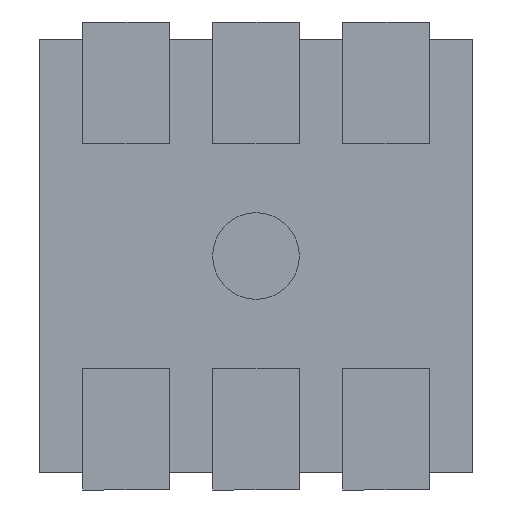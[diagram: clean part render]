
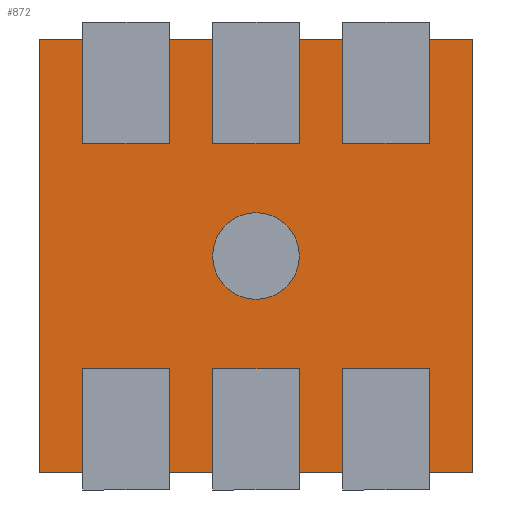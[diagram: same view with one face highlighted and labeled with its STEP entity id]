
A CAD part, front view. The second image highlights one B-rep face of the part: STEP entity #872.
In plain terms, the highlighted planar face has unit normal (0, -1, 0).
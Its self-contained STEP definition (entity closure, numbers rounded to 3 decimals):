
#62=FACE_BOUND('',#151,.T.);
#66=CIRCLE('',#925,0.5);
#100=FACE_OUTER_BOUND('',#150,.T.);
#150=EDGE_LOOP('',(#687,#688,#689,#690,#691,#692,#693,#694,#695,#696,#697,
#698,#699,#700,#701,#702,#703,#704,#705,#706,#707,#708,#709,#710,#711,#712,
#713,#714));
#151=EDGE_LOOP('',(#715));
#185=LINE('',#1263,#292);
#190=LINE('',#1277,#297);
#192=LINE('',#1283,#299);
#195=LINE('',#1288,#302);
#201=LINE('',#1300,#308);
#203=LINE('',#1306,#310);
#206=LINE('',#1311,#313);
#212=LINE('',#1323,#319);
#214=LINE('',#1329,#321);
#217=LINE('',#1334,#324);
#223=LINE('',#1346,#330);
#225=LINE('',#1352,#332);
#228=LINE('',#1357,#335);
#234=LINE('',#1369,#341);
#236=LINE('',#1375,#343);
#239=LINE('',#1380,#346);
#242=LINE('',#1385,#349);
#243=LINE('',#1386,#350);
#244=LINE('',#1388,#351);
#245=LINE('',#1390,#352);
#246=LINE('',#1392,#353);
#247=LINE('',#1394,#354);
#248=LINE('',#1396,#355);
#249=LINE('',#1398,#356);
#250=LINE('',#1399,#357);
#251=LINE('',#1400,#358);
#252=LINE('',#1401,#359);
#253=LINE('',#1402,#360);
#292=VECTOR('',#1023,10.);
#297=VECTOR('',#1036,10.);
#299=VECTOR('',#1040,10.);
#302=VECTOR('',#1045,10.);
#308=VECTOR('',#1055,10.);
#310=VECTOR('',#1059,10.);
#313=VECTOR('',#1064,10.);
#319=VECTOR('',#1074,10.);
#321=VECTOR('',#1078,10.);
#324=VECTOR('',#1083,10.);
#330=VECTOR('',#1093,10.);
#332=VECTOR('',#1097,10.);
#335=VECTOR('',#1102,10.);
#341=VECTOR('',#1112,10.);
#343=VECTOR('',#1116,10.);
#346=VECTOR('',#1121,10.);
#349=VECTOR('',#1128,10.);
#350=VECTOR('',#1129,10.);
#351=VECTOR('',#1130,10.);
#352=VECTOR('',#1131,10.);
#353=VECTOR('',#1132,10.);
#354=VECTOR('',#1133,10.);
#355=VECTOR('',#1134,10.);
#356=VECTOR('',#1135,10.);
#357=VECTOR('',#1136,10.);
#358=VECTOR('',#1137,10.);
#359=VECTOR('',#1138,10.);
#360=VECTOR('',#1139,10.);
#394=VERTEX_POINT('',#1250);
#397=VERTEX_POINT('',#1260);
#398=VERTEX_POINT('',#1262);
#401=VERTEX_POINT('',#1271);
#403=VERTEX_POINT('',#1275);
#404=VERTEX_POINT('',#1279);
#406=VERTEX_POINT('',#1282);
#409=VERTEX_POINT('',#1294);
#411=VERTEX_POINT('',#1298);
#412=VERTEX_POINT('',#1302);
#414=VERTEX_POINT('',#1305);
#417=VERTEX_POINT('',#1317);
#419=VERTEX_POINT('',#1321);
#420=VERTEX_POINT('',#1325);
#422=VERTEX_POINT('',#1328);
#425=VERTEX_POINT('',#1340);
#427=VERTEX_POINT('',#1344);
#428=VERTEX_POINT('',#1348);
#430=VERTEX_POINT('',#1351);
#433=VERTEX_POINT('',#1363);
#435=VERTEX_POINT('',#1367);
#436=VERTEX_POINT('',#1371);
#438=VERTEX_POINT('',#1374);
#440=VERTEX_POINT('',#1387);
#441=VERTEX_POINT('',#1389);
#442=VERTEX_POINT('',#1391);
#443=VERTEX_POINT('',#1393);
#444=VERTEX_POINT('',#1395);
#445=VERTEX_POINT('',#1397);
#474=EDGE_CURVE('',#394,#394,#66,.T.);
#479=EDGE_CURVE('',#398,#397,#185,.T.);
#485=EDGE_CURVE('',#401,#403,#190,.T.);
#487=EDGE_CURVE('',#406,#404,#192,.T.);
#490=EDGE_CURVE('',#403,#406,#195,.T.);
#496=EDGE_CURVE('',#409,#411,#201,.T.);
#498=EDGE_CURVE('',#414,#412,#203,.T.);
#501=EDGE_CURVE('',#411,#414,#206,.T.);
#507=EDGE_CURVE('',#417,#419,#212,.T.);
#509=EDGE_CURVE('',#422,#420,#214,.T.);
#512=EDGE_CURVE('',#419,#422,#217,.T.);
#518=EDGE_CURVE('',#425,#427,#223,.T.);
#520=EDGE_CURVE('',#430,#428,#225,.T.);
#523=EDGE_CURVE('',#427,#430,#228,.T.);
#529=EDGE_CURVE('',#433,#435,#234,.T.);
#531=EDGE_CURVE('',#438,#436,#236,.T.);
#534=EDGE_CURVE('',#435,#438,#239,.T.);
#537=EDGE_CURVE('',#404,#409,#242,.T.);
#538=EDGE_CURVE('',#412,#417,#243,.T.);
#539=EDGE_CURVE('',#420,#440,#244,.T.);
#540=EDGE_CURVE('',#440,#441,#245,.T.);
#541=EDGE_CURVE('',#441,#442,#246,.T.);
#542=EDGE_CURVE('',#442,#443,#247,.T.);
#543=EDGE_CURVE('',#443,#444,#248,.T.);
#544=EDGE_CURVE('',#444,#445,#249,.T.);
#545=EDGE_CURVE('',#445,#433,#250,.T.);
#546=EDGE_CURVE('',#436,#425,#251,.T.);
#547=EDGE_CURVE('',#428,#398,#252,.T.);
#548=EDGE_CURVE('',#397,#401,#253,.T.);
#687=ORIENTED_EDGE('',*,*,#485,.T.);
#688=ORIENTED_EDGE('',*,*,#490,.T.);
#689=ORIENTED_EDGE('',*,*,#487,.T.);
#690=ORIENTED_EDGE('',*,*,#537,.T.);
#691=ORIENTED_EDGE('',*,*,#496,.T.);
#692=ORIENTED_EDGE('',*,*,#501,.T.);
#693=ORIENTED_EDGE('',*,*,#498,.T.);
#694=ORIENTED_EDGE('',*,*,#538,.T.);
#695=ORIENTED_EDGE('',*,*,#507,.T.);
#696=ORIENTED_EDGE('',*,*,#512,.T.);
#697=ORIENTED_EDGE('',*,*,#509,.T.);
#698=ORIENTED_EDGE('',*,*,#539,.T.);
#699=ORIENTED_EDGE('',*,*,#540,.T.);
#700=ORIENTED_EDGE('',*,*,#541,.T.);
#701=ORIENTED_EDGE('',*,*,#542,.T.);
#702=ORIENTED_EDGE('',*,*,#543,.T.);
#703=ORIENTED_EDGE('',*,*,#544,.T.);
#704=ORIENTED_EDGE('',*,*,#545,.T.);
#705=ORIENTED_EDGE('',*,*,#529,.T.);
#706=ORIENTED_EDGE('',*,*,#534,.T.);
#707=ORIENTED_EDGE('',*,*,#531,.T.);
#708=ORIENTED_EDGE('',*,*,#546,.T.);
#709=ORIENTED_EDGE('',*,*,#518,.T.);
#710=ORIENTED_EDGE('',*,*,#523,.T.);
#711=ORIENTED_EDGE('',*,*,#520,.T.);
#712=ORIENTED_EDGE('',*,*,#547,.T.);
#713=ORIENTED_EDGE('',*,*,#479,.T.);
#714=ORIENTED_EDGE('',*,*,#548,.T.);
#715=ORIENTED_EDGE('',*,*,#474,.T.);
#827=PLANE('',#952);
#872=ADVANCED_FACE('',(#100,#62),#827,.T.);
#925=AXIS2_PLACEMENT_3D('',#1251,#1011,#1012);
#952=AXIS2_PLACEMENT_3D('',#1384,#1126,#1127);
#1011=DIRECTION('center_axis',(0.,1.,0.));
#1012=DIRECTION('ref_axis',(-1.,0.,0.));
#1023=DIRECTION('',(0.,0.,-1.));
#1036=DIRECTION('',(0.,0.,1.));
#1040=DIRECTION('',(0.,0.,-1.));
#1045=DIRECTION('',(1.,0.,0.));
#1055=DIRECTION('',(0.,0.,1.));
#1059=DIRECTION('',(0.,0.,-1.));
#1064=DIRECTION('',(1.,0.,0.));
#1074=DIRECTION('',(0.,0.,1.));
#1078=DIRECTION('',(0.,0.,-1.));
#1083=DIRECTION('',(1.,0.,0.));
#1093=DIRECTION('',(0.,0.,-1.));
#1097=DIRECTION('',(0.,0.,1.));
#1102=DIRECTION('',(-1.,0.,0.));
#1112=DIRECTION('',(0.,0.,-1.));
#1116=DIRECTION('',(0.,0.,1.));
#1121=DIRECTION('',(-1.,0.,0.));
#1126=DIRECTION('center_axis',(0.,-1.,0.));
#1127=DIRECTION('ref_axis',(0.,0.,-1.));
#1128=DIRECTION('',(1.,0.,0.));
#1129=DIRECTION('',(1.,0.,0.));
#1130=DIRECTION('',(1.,0.,0.));
#1131=DIRECTION('',(0.,0.,1.));
#1132=DIRECTION('',(-1.,0.,0.));
#1133=DIRECTION('',(0.,0.,-1.));
#1134=DIRECTION('',(-1.,0.,0.));
#1135=DIRECTION('',(0.,0.,1.));
#1136=DIRECTION('',(-1.,0.,0.));
#1137=DIRECTION('',(-1.,0.,0.));
#1138=DIRECTION('',(-1.,0.,0.));
#1139=DIRECTION('',(1.,0.,0.));
#1250=CARTESIAN_POINT('',(0.5,-0.7,0.));
#1251=CARTESIAN_POINT('Origin',(0.,-0.7,0.));
#1260=CARTESIAN_POINT('',(-2.5,-0.7,-2.5));
#1262=CARTESIAN_POINT('',(-2.5,-0.7,2.5));
#1263=CARTESIAN_POINT('',(-2.5,-0.7,2.5));
#1271=CARTESIAN_POINT('',(-2.,-0.7,-2.5));
#1275=CARTESIAN_POINT('',(-2.,-0.7,-1.3));
#1277=CARTESIAN_POINT('',(-2.,-0.7,-1.35));
#1279=CARTESIAN_POINT('',(-1.,-0.7,-2.5));
#1282=CARTESIAN_POINT('',(-1.,-0.7,-1.3));
#1283=CARTESIAN_POINT('',(-1.,-0.7,-0.65));
#1288=CARTESIAN_POINT('',(-1.,-0.7,-1.3));
#1294=CARTESIAN_POINT('',(-0.5,-0.7,-2.5));
#1298=CARTESIAN_POINT('',(-0.5,-0.7,-1.3));
#1300=CARTESIAN_POINT('',(-0.5,-0.7,-1.35));
#1302=CARTESIAN_POINT('',(0.5,-0.7,-2.5));
#1305=CARTESIAN_POINT('',(0.5,-0.7,-1.3));
#1306=CARTESIAN_POINT('',(0.5,-0.7,-0.65));
#1311=CARTESIAN_POINT('',(-0.25,-0.7,-1.3));
#1317=CARTESIAN_POINT('',(1.,-0.7,-2.5));
#1321=CARTESIAN_POINT('',(1.,-0.7,-1.3));
#1323=CARTESIAN_POINT('',(1.,-0.7,-1.35));
#1325=CARTESIAN_POINT('',(2.,-0.7,-2.5));
#1328=CARTESIAN_POINT('',(2.,-0.7,-1.3));
#1329=CARTESIAN_POINT('',(2.,-0.7,-0.65));
#1334=CARTESIAN_POINT('',(0.5,-0.7,-1.3));
#1340=CARTESIAN_POINT('',(-1.,-0.7,2.5));
#1344=CARTESIAN_POINT('',(-1.,-0.7,1.3));
#1346=CARTESIAN_POINT('',(-1.,-0.7,1.35));
#1348=CARTESIAN_POINT('',(-2.,-0.7,2.5));
#1351=CARTESIAN_POINT('',(-2.,-0.7,1.3));
#1352=CARTESIAN_POINT('',(-2.,-0.7,0.65));
#1357=CARTESIAN_POINT('',(-0.5,-0.7,1.3));
#1363=CARTESIAN_POINT('',(0.5,-0.7,2.5));
#1367=CARTESIAN_POINT('',(0.5,-0.7,1.3));
#1369=CARTESIAN_POINT('',(0.5,-0.7,1.35));
#1371=CARTESIAN_POINT('',(-0.5,-0.7,2.5));
#1374=CARTESIAN_POINT('',(-0.5,-0.7,1.3));
#1375=CARTESIAN_POINT('',(-0.5,-0.7,0.65));
#1380=CARTESIAN_POINT('',(0.25,-0.7,1.3));
#1384=CARTESIAN_POINT('Origin',(0.,-0.7,0.));
#1385=CARTESIAN_POINT('',(-2.5,-0.7,-2.5));
#1386=CARTESIAN_POINT('',(-2.5,-0.7,-2.5));
#1387=CARTESIAN_POINT('',(2.5,-0.7,-2.5));
#1388=CARTESIAN_POINT('',(-2.5,-0.7,-2.5));
#1389=CARTESIAN_POINT('',(2.5,-0.7,2.5));
#1390=CARTESIAN_POINT('',(2.5,-0.7,-2.5));
#1391=CARTESIAN_POINT('',(2.,-0.7,2.5));
#1392=CARTESIAN_POINT('',(2.5,-0.7,2.5));
#1393=CARTESIAN_POINT('',(2.,-0.7,1.3));
#1394=CARTESIAN_POINT('',(2.,-0.7,1.35));
#1395=CARTESIAN_POINT('',(1.,-0.7,1.3));
#1396=CARTESIAN_POINT('',(1.,-0.7,1.3));
#1397=CARTESIAN_POINT('',(1.,-0.7,2.5));
#1398=CARTESIAN_POINT('',(1.,-0.7,0.65));
#1399=CARTESIAN_POINT('',(2.5,-0.7,2.5));
#1400=CARTESIAN_POINT('',(2.5,-0.7,2.5));
#1401=CARTESIAN_POINT('',(2.5,-0.7,2.5));
#1402=CARTESIAN_POINT('',(-2.5,-0.7,-2.5));
